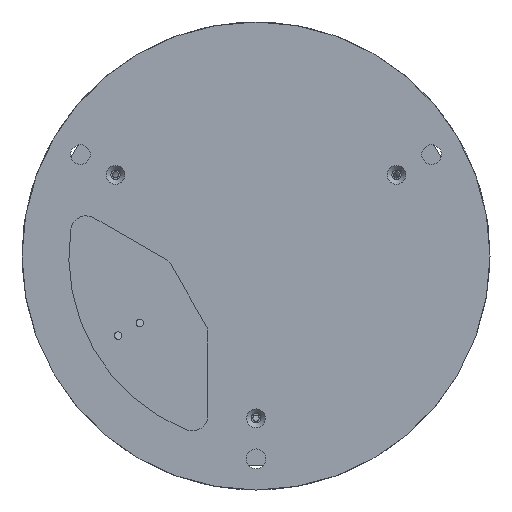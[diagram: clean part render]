
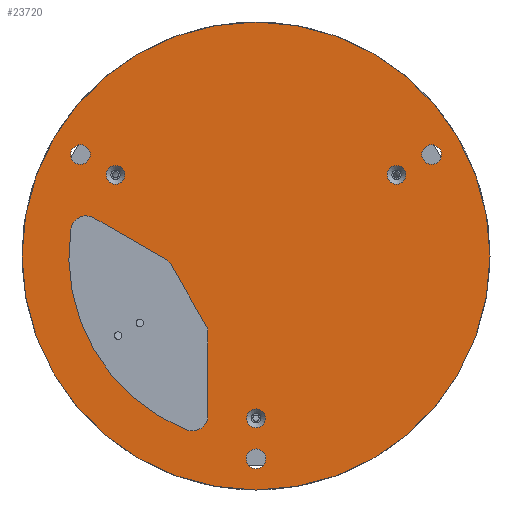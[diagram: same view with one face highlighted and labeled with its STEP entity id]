
A CAD part, front view. The second image highlights one B-rep face of the part: STEP entity #23720.
In plain terms, the highlighted planar face has unit normal (0, -1, 0).
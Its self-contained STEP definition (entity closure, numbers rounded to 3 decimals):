
#260 = VERTEX_POINT ( 'NONE', #52606 ) ;
#1117 = EDGE_LOOP ( 'NONE', ( #38178 ) ) ;
#1291 = EDGE_LOOP ( 'NONE', ( #39835 ) ) ;
#1480 = EDGE_LOOP ( 'NONE', ( #31875 ) ) ;
#2161 = ORIENTED_EDGE ( 'NONE', *, *, #25197, .F. ) ;
#2419 = CIRCLE ( 'NONE', #6906, 3.15 ) ;
#3365 = CIRCLE ( 'NONE', #63242, 3. ) ;
#3546 = CARTESIAN_POINT ( 'NONE',  ( -45.033, 0., 23. ) ) ;
#3634 = EDGE_CURVE ( 'NONE', #39115, #39115, #87345, .T. ) ;
#4091 = DIRECTION ( 'NONE',  ( 0., 1., 0. ) ) ;
#4567 = FACE_BOUND ( 'NONE', #32778, .T. ) ;
#6299 = CARTESIAN_POINT ( 'NONE',  ( -51.934, 0., 12.201 ) ) ;
#6906 = AXIS2_PLACEMENT_3D ( 'NONE', #25422, #31856, #32794 ) ;
#7607 = CIRCLE ( 'NONE', #23039, 3.15 ) ;
#7941 = AXIS2_PLACEMENT_3D ( 'NONE', #80910, #88253, #44252 ) ;
#8828 = AXIS2_PLACEMENT_3D ( 'NONE', #25051, #54872, #53933 ) ;
#9219 = CARTESIAN_POINT ( 'NONE',  ( -15.401, 0., -51.077 ) ) ;
#9758 = CARTESIAN_POINT ( 'NONE',  ( -20.401, 0., -24.665 ) ) ;
#10800 = DIRECTION ( 'NONE',  ( 0., 0., -1. ) ) ;
#10904 = CARTESIAN_POINT ( 'NONE',  ( -15.401, 0., -24.665 ) ) ;
#11490 = FACE_OUTER_BOUND ( 'NONE', #1117, .T. ) ;
#11548 = CARTESIAN_POINT ( 'NONE',  ( -59.382, 0., 8.586 ) ) ;
#11734 = CIRCLE ( 'NONE', #29667, 5. ) ;
#13568 = AXIS2_PLACEMENT_3D ( 'NONE', #34649, #33709, #41063 ) ;
#14655 = VERTEX_POINT ( 'NONE', #48386 ) ;
#15890 = DIRECTION ( 'NONE',  ( 0., -1., 0. ) ) ;
#16716 = EDGE_CURVE ( 'NONE', #89664, #89664, #68064, .T. ) ;
#16851 = DIRECTION ( 'NONE',  ( 0., 0., 1. ) ) ;
#16996 = DIRECTION ( 'NONE',  ( 0., 0., 1. ) ) ;
#17929 = DIRECTION ( 'NONE',  ( 0., -1., 0. ) ) ;
#18001 = ORIENTED_EDGE ( 'NONE', *, *, #75891, .F. ) ;
#18556 = CARTESIAN_POINT ( 'NONE',  ( -31.561, 0., -5.335 ) ) ;
#23039 = AXIS2_PLACEMENT_3D ( 'NONE', #48103, #4091, #62908 ) ;
#23412 = CIRCLE ( 'NONE', #56070, 60. ) ;
#23720 = ADVANCED_FACE ( 'NONE', ( #11490, #85033, #65564, #45965, #4567, #41341, #81681, #64428 ), #77737, .T. ) ;
#23947 = CARTESIAN_POINT ( 'NONE',  ( 0., 0., 0. ) ) ;
#25051 = CARTESIAN_POINT ( 'NONE',  ( -54.434, 0., 7.871 ) ) ;
#25197 = EDGE_CURVE ( 'NONE', #88573, #95336, #62992, .T. ) ;
#25422 = CARTESIAN_POINT ( 'NONE',  ( 56.292, 0., 32.5 ) ) ;
#29667 = AXIS2_PLACEMENT_3D ( 'NONE', #9758, #57244, #16851 ) ;
#29698 = VERTEX_POINT ( 'NONE', #9219 ) ;
#29996 = VERTEX_POINT ( 'NONE', #87184 ) ;
#31313 = DIRECTION ( 'NONE',  ( 0., 0., -1. ) ) ;
#31732 = CARTESIAN_POINT ( 'NONE',  ( 0., 0., -52. ) ) ;
#31856 = DIRECTION ( 'NONE',  ( 0., 1., 0. ) ) ;
#31875 = ORIENTED_EDGE ( 'NONE', *, *, #57264, .T. ) ;
#32298 = EDGE_LOOP ( 'NONE', ( #59794, #42293, #2161, #49790, #18001, #80704, #76571, #44498 ) ) ;
#32778 = EDGE_LOOP ( 'NONE', ( #65038 ) ) ;
#32794 = DIRECTION ( 'NONE',  ( 0., 0., -1. ) ) ;
#33037 = DIRECTION ( 'NONE',  ( 0., 0., -1. ) ) ;
#33309 = EDGE_CURVE ( 'NONE', #29996, #88573, #69431, .T. ) ;
#33709 = DIRECTION ( 'NONE',  ( 0., -1., 0. ) ) ;
#34471 = VERTEX_POINT ( 'NONE', #49413 ) ;
#34649 = CARTESIAN_POINT ( 'NONE',  ( 0., 0., 0. ) ) ;
#35682 = VECTOR ( 'NONE', #39962, 1000. ) ;
#37298 = EDGE_CURVE ( 'NONE', #29698, #79816, #93753, .T. ) ;
#37574 = EDGE_LOOP ( 'NONE', ( #65449 ) ) ;
#38178 = ORIENTED_EDGE ( 'NONE', *, *, #16716, .T. ) ;
#39115 = VERTEX_POINT ( 'NONE', #3546 ) ;
#39799 = VECTOR ( 'NONE', #78063, 1000. ) ;
#39835 = ORIENTED_EDGE ( 'NONE', *, *, #44274, .T. ) ;
#39962 = DIRECTION ( 'NONE',  ( -0.5, 0., 0.866 ) ) ;
#40482 = EDGE_CURVE ( 'NONE', #34471, #34471, #74127, .T. ) ;
#40538 = CIRCLE ( 'NONE', #46033, 5. ) ;
#40740 = AXIS2_PLACEMENT_3D ( 'NONE', #64018, #71782, #42148 ) ;
#41063 = DIRECTION ( 'NONE',  ( 0., 0., -1. ) ) ;
#41341 = FACE_BOUND ( 'NONE', #1480, .T. ) ;
#41722 = CARTESIAN_POINT ( 'NONE',  ( -56.292, 0., 29.35 ) ) ;
#42148 = DIRECTION ( 'NONE',  ( 0., 0., -1. ) ) ;
#42158 = DIRECTION ( 'NONE',  ( 0., 0., -1. ) ) ;
#42293 = ORIENTED_EDGE ( 'NONE', *, *, #49749, .F. ) ;
#44252 = DIRECTION ( 'NONE',  ( 0., 0., -1. ) ) ;
#44274 = EDGE_CURVE ( 'NONE', #54008, #54008, #7607, .T. ) ;
#44498 = ORIENTED_EDGE ( 'NONE', *, *, #37298, .F. ) ;
#44679 = VERTEX_POINT ( 'NONE', #88196 ) ;
#44930 = CARTESIAN_POINT ( 'NONE',  ( -20.401, 0., -51.077 ) ) ;
#45248 = DIRECTION ( 'NONE',  ( 0., -1., 0. ) ) ;
#45965 = FACE_BOUND ( 'NONE', #74399, .T. ) ;
#46033 = AXIS2_PLACEMENT_3D ( 'NONE', #18556, #17929, #33037 ) ;
#47962 = CARTESIAN_POINT ( 'NONE',  ( -27.231, 0., -2.835 ) ) ;
#48077 = EDGE_CURVE ( 'NONE', #70213, #70213, #3365, .T. ) ;
#48103 = CARTESIAN_POINT ( 'NONE',  ( -56.292, 0., 32.5 ) ) ;
#48386 = CARTESIAN_POINT ( 'NONE',  ( -27.231, 0., -2.835 ) ) ;
#49084 = CARTESIAN_POINT ( 'NONE',  ( 0., 0., -55. ) ) ;
#49413 = CARTESIAN_POINT ( 'NONE',  ( 0., 0., -68.15 ) ) ;
#49488 = VERTEX_POINT ( 'NONE', #86360 ) ;
#49737 = CARTESIAN_POINT ( 'NONE',  ( 56.292, 0., 29.35 ) ) ;
#49749 = EDGE_CURVE ( 'NONE', #95336, #44679, #23412, .T. ) ;
#49790 = ORIENTED_EDGE ( 'NONE', *, *, #33309, .F. ) ;
#50187 = EDGE_CURVE ( 'NONE', #79816, #260, #11734, .T. ) ;
#52606 = CARTESIAN_POINT ( 'NONE',  ( -16.071, 0., -22.165 ) ) ;
#52813 = CARTESIAN_POINT ( 'NONE',  ( -45.033, 0., 26. ) ) ;
#53933 = DIRECTION ( 'NONE',  ( 0., 0., -1. ) ) ;
#54008 = VERTEX_POINT ( 'NONE', #41722 ) ;
#54872 = DIRECTION ( 'NONE',  ( 0., -1., 0. ) ) ;
#56070 = AXIS2_PLACEMENT_3D ( 'NONE', #23947, #15890, #31313 ) ;
#57244 = DIRECTION ( 'NONE',  ( 0., -1., 0. ) ) ;
#57264 = EDGE_CURVE ( 'NONE', #49488, #49488, #83851, .T. ) ;
#58840 = EDGE_LOOP ( 'NONE', ( #90575 ) ) ;
#59120 = CIRCLE ( 'NONE', #62110, 5. ) ;
#59794 = ORIENTED_EDGE ( 'NONE', *, *, #84088, .F. ) ;
#62088 = CARTESIAN_POINT ( 'NONE',  ( -29.061, 0., -1.005 ) ) ;
#62110 = AXIS2_PLACEMENT_3D ( 'NONE', #44930, #45248, #16996 ) ;
#62660 = AXIS2_PLACEMENT_3D ( 'NONE', #79474, #78839, #42158 ) ;
#62908 = DIRECTION ( 'NONE',  ( 0., 0., -1. ) ) ;
#62992 = CIRCLE ( 'NONE', #8828, 5. ) ;
#63242 = AXIS2_PLACEMENT_3D ( 'NONE', #31732, #91407, #10800 ) ;
#64018 = CARTESIAN_POINT ( 'NONE',  ( 0., 0., 0. ) ) ;
#64224 = CARTESIAN_POINT ( 'NONE',  ( 0., 0., -75. ) ) ;
#64428 = FACE_BOUND ( 'NONE', #32298, .T. ) ;
#65038 = ORIENTED_EDGE ( 'NONE', *, *, #48077, .T. ) ;
#65449 = ORIENTED_EDGE ( 'NONE', *, *, #40482, .T. ) ;
#65564 = FACE_BOUND ( 'NONE', #1291, .T. ) ;
#67902 = LINE ( 'NONE', #47962, #35682 ) ;
#68064 = CIRCLE ( 'NONE', #40740, 75. ) ;
#69019 = CARTESIAN_POINT ( 'NONE',  ( -15.401, 0., -24.665 ) ) ;
#69120 = VERTEX_POINT ( 'NONE', #49737 ) ;
#69431 = LINE ( 'NONE', #62088, #88865 ) ;
#70213 = VERTEX_POINT ( 'NONE', #49084 ) ;
#71782 = DIRECTION ( 'NONE',  ( 0., -1., 0. ) ) ;
#73918 = ORIENTED_EDGE ( 'NONE', *, *, #95218, .T. ) ;
#74127 = CIRCLE ( 'NONE', #7941, 3.15 ) ;
#74399 = EDGE_LOOP ( 'NONE', ( #73918 ) ) ;
#75891 = EDGE_CURVE ( 'NONE', #14655, #29996, #40538, .T. ) ;
#76571 = ORIENTED_EDGE ( 'NONE', *, *, #50187, .F. ) ;
#77737 = PLANE ( 'NONE',  #13568 ) ;
#78063 = DIRECTION ( 'NONE',  ( 0., 0., 1. ) ) ;
#78839 = DIRECTION ( 'NONE',  ( 0., 1., 0. ) ) ;
#79474 = CARTESIAN_POINT ( 'NONE',  ( 45.033, 0., 26. ) ) ;
#79816 = VERTEX_POINT ( 'NONE', #69019 ) ;
#80704 = ORIENTED_EDGE ( 'NONE', *, *, #86181, .F. ) ;
#80910 = CARTESIAN_POINT ( 'NONE',  ( 0., 0., -65. ) ) ;
#81681 = FACE_BOUND ( 'NONE', #58840, .T. ) ;
#81760 = DIRECTION ( 'NONE',  ( 0., 1., 0. ) ) ;
#83851 = CIRCLE ( 'NONE', #62660, 3. ) ;
#84088 = EDGE_CURVE ( 'NONE', #44679, #29698, #59120, .T. ) ;
#85033 = FACE_BOUND ( 'NONE', #37574, .T. ) ;
#86181 = EDGE_CURVE ( 'NONE', #260, #14655, #67902, .T. ) ;
#86360 = CARTESIAN_POINT ( 'NONE',  ( 45.033, 0., 23. ) ) ;
#87184 = CARTESIAN_POINT ( 'NONE',  ( -29.061, 0., -1.005 ) ) ;
#87345 = CIRCLE ( 'NONE', #92762, 3. ) ;
#88196 = CARTESIAN_POINT ( 'NONE',  ( -22.255, 0., -55.72 ) ) ;
#88253 = DIRECTION ( 'NONE',  ( 0., 1., 0. ) ) ;
#88573 = VERTEX_POINT ( 'NONE', #6299 ) ;
#88865 = VECTOR ( 'NONE', #94453, 1000. ) ;
#89664 = VERTEX_POINT ( 'NONE', #64224 ) ;
#90363 = DIRECTION ( 'NONE',  ( 0., 0., -1. ) ) ;
#90575 = ORIENTED_EDGE ( 'NONE', *, *, #3634, .T. ) ;
#91407 = DIRECTION ( 'NONE',  ( 0., 1., 0. ) ) ;
#92762 = AXIS2_PLACEMENT_3D ( 'NONE', #52813, #81760, #90363 ) ;
#93753 = LINE ( 'NONE', #10904, #39799 ) ;
#94453 = DIRECTION ( 'NONE',  ( -0.866, 0., 0.5 ) ) ;
#95218 = EDGE_CURVE ( 'NONE', #69120, #69120, #2419, .T. ) ;
#95336 = VERTEX_POINT ( 'NONE', #11548 ) ;
